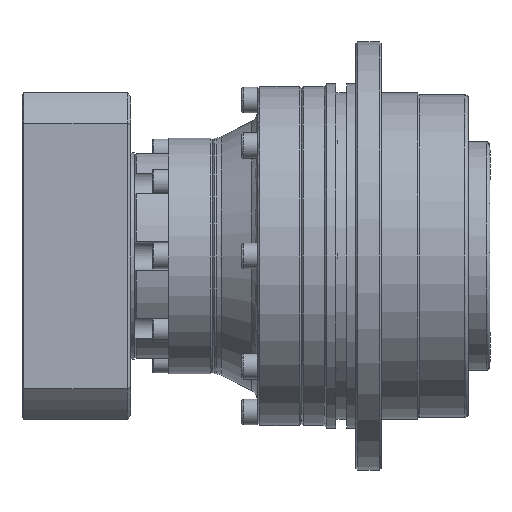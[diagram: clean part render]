
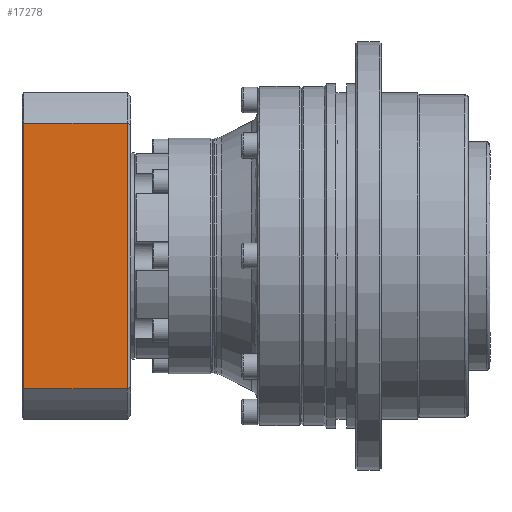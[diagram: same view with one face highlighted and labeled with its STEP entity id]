
A CAD part, front view. The second image highlights one B-rep face of the part: STEP entity #17278.
In plain terms, the highlighted planar face has unit normal (0, -1, 0).
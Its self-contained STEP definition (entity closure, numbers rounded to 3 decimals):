
#1069 = VECTOR ( 'NONE', #8027, 1000. ) ;
#1496 = ORIENTED_EDGE ( 'NONE', *, *, #24071, .F. ) ;
#1650 = CARTESIAN_POINT ( 'NONE',  ( 36.592, -45., 33. ) ) ;
#1812 = LINE ( 'NONE', #5727, #1069 ) ;
#2213 = EDGE_CURVE ( 'NONE', #28299, #13366, #11399, .T. ) ;
#3412 = EDGE_LOOP ( 'NONE', ( #23473, #23571, #18774, #1496 ) ) ;
#4727 = DIRECTION ( 'NONE',  ( 0., 0., 1. ) ) ;
#5245 = VECTOR ( 'NONE', #16825, 1000. ) ;
#5670 = FACE_OUTER_BOUND ( 'NONE', #3412, .T. ) ;
#5727 = CARTESIAN_POINT ( 'NONE',  ( -36.592, -45., 33. ) ) ;
#5931 = PLANE ( 'NONE',  #15994 ) ;
#7955 = LINE ( 'NONE', #11821, #14308 ) ;
#8027 = DIRECTION ( 'NONE',  ( 1., 0., 0. ) ) ;
#10208 = EDGE_CURVE ( 'NONE', #16801, #28299, #1812, .T. ) ;
#10693 = DIRECTION ( 'NONE',  ( 0., 1., 0. ) ) ;
#11399 = LINE ( 'NONE', #17902, #5245 ) ;
#11821 = CARTESIAN_POINT ( 'NONE',  ( -36.592, -45., 0. ) ) ;
#12088 = VECTOR ( 'NONE', #22032, 1000. ) ;
#13366 = VERTEX_POINT ( 'NONE', #16725 ) ;
#14308 = VECTOR ( 'NONE', #4727, 1000. ) ;
#15994 = AXIS2_PLACEMENT_3D ( 'NONE', #24880, #10693, #27299 ) ;
#16725 = CARTESIAN_POINT ( 'NONE',  ( 36.592, -45., 4.5 ) ) ;
#16801 = VERTEX_POINT ( 'NONE', #22619 ) ;
#16825 = DIRECTION ( 'NONE',  ( 0., 0., -1. ) ) ;
#17278 = ADVANCED_FACE ( 'NONE', ( #5670 ), #5931, .F. ) ;
#17902 = CARTESIAN_POINT ( 'NONE',  ( 36.592, -45., 0. ) ) ;
#18774 = ORIENTED_EDGE ( 'NONE', *, *, #28058, .F. ) ;
#22032 = DIRECTION ( 'NONE',  ( -1., 0., 0. ) ) ;
#22619 = CARTESIAN_POINT ( 'NONE',  ( -36.592, -45., 33. ) ) ;
#23473 = ORIENTED_EDGE ( 'NONE', *, *, #2213, .F. ) ;
#23571 = ORIENTED_EDGE ( 'NONE', *, *, #10208, .F. ) ;
#23935 = VERTEX_POINT ( 'NONE', #25971 ) ;
#24071 = EDGE_CURVE ( 'NONE', #13366, #23935, #24672, .T. ) ;
#24672 = LINE ( 'NONE', #26588, #12088 ) ;
#24880 = CARTESIAN_POINT ( 'NONE',  ( -36.592, -45., 33.5 ) ) ;
#25971 = CARTESIAN_POINT ( 'NONE',  ( -36.592, -45., 4.5 ) ) ;
#26588 = CARTESIAN_POINT ( 'NONE',  ( -18.296, -45., 4.5 ) ) ;
#27299 = DIRECTION ( 'NONE',  ( -1., 0., 0. ) ) ;
#28058 = EDGE_CURVE ( 'NONE', #23935, #16801, #7955, .T. ) ;
#28299 = VERTEX_POINT ( 'NONE', #1650 ) ;
